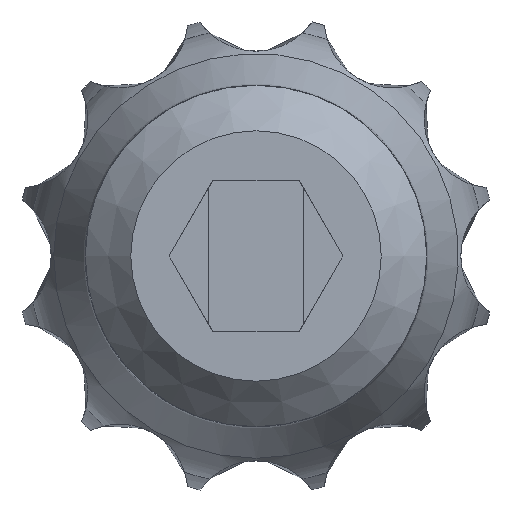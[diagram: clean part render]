
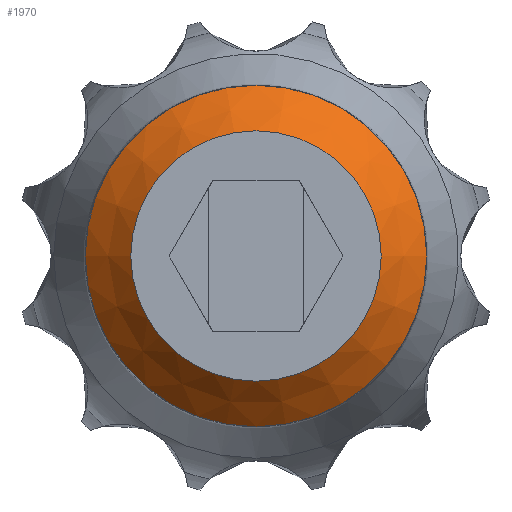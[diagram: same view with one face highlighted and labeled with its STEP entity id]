
A CAD part, front view. The second image highlights one B-rep face of the part: STEP entity #1970.
In plain terms, the highlighted conical face has half-angle 45 degrees and reference radius 6.5 mm.
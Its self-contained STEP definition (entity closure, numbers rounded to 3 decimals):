
#393=FACE_BOUND('',#608,.T.);
#492=FACE_OUTER_BOUND('',#607,.T.);
#607=EDGE_LOOP('',(#1818));
#608=EDGE_LOOP('',(#1819));
#690=CIRCLE('',#2085,7.5);
#715=CIRCLE('',#2149,5.5);
#851=VERTEX_POINT('',#4833);
#924=VERTEX_POINT('',#6212);
#1115=EDGE_CURVE('',#851,#851,#690,.T.);
#1226=EDGE_CURVE('',#924,#924,#715,.T.);
#1818=ORIENTED_EDGE('',*,*,#1226,.T.);
#1819=ORIENTED_EDGE('',*,*,#1115,.T.);
#1872=CONICAL_SURFACE('',#2148,6.5,45.);
#1970=ADVANCED_FACE('',(#492,#393),#1872,.T.);
#2085=AXIS2_PLACEMENT_3D('',#4834,#2395,#2396);
#2148=AXIS2_PLACEMENT_3D('',#6211,#2555,#2556);
#2149=AXIS2_PLACEMENT_3D('',#6213,#2557,#2558);
#2395=DIRECTION('center_axis',(0.,-1.,0.));
#2396=DIRECTION('ref_axis',(1.,0.,0.));
#2555=DIRECTION('center_axis',(0.,1.,0.));
#2556=DIRECTION('ref_axis',(1.,0.,0.));
#2557=DIRECTION('center_axis',(0.,1.,0.));
#2558=DIRECTION('ref_axis',(1.,0.,0.));
#4833=CARTESIAN_POINT('',(-7.5,2.,0.));
#4834=CARTESIAN_POINT('Origin',(0.,2.,0.));
#6211=CARTESIAN_POINT('Origin',(0.,1.,0.));
#6212=CARTESIAN_POINT('',(-5.5,0.,0.));
#6213=CARTESIAN_POINT('Origin',(0.,0.,0.));
